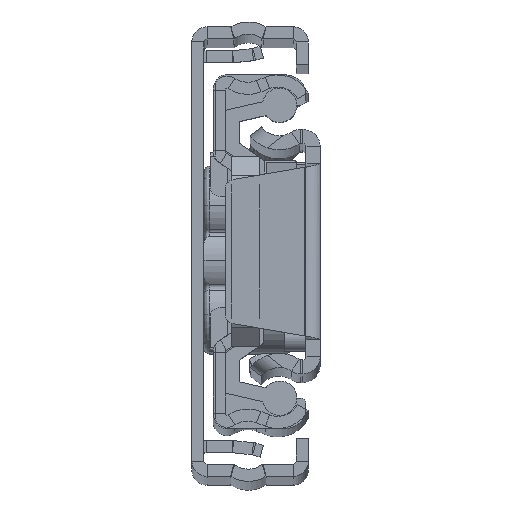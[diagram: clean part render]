
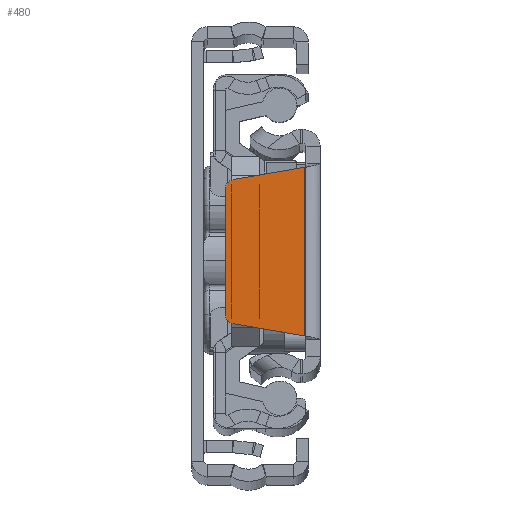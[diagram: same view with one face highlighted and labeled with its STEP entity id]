
A CAD part, top view. The second image highlights one B-rep face of the part: STEP entity #480.
In plain terms, the highlighted planar face has unit normal (0, 0, 1).
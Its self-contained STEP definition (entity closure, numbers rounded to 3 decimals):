
#254 = EDGE_LOOP ( 'NONE', ( #7744, #13332, #6776, #1483, #2550, #10908 ) ) ;
#314 = VECTOR ( 'NONE', #16682, 1000. ) ;
#339 = CARTESIAN_POINT ( 'NONE',  ( -8.4, -6.156, 0. ) ) ;
#480 = ADVANCED_FACE ( 'NONE', ( #7368 ), #12055, .F. ) ;
#505 = VERTEX_POINT ( 'NONE', #616 ) ;
#616 = CARTESIAN_POINT ( 'NONE',  ( -9.4, -6.156, 0. ) ) ;
#1483 = ORIENTED_EDGE ( 'NONE', *, *, #19239, .F. ) ;
#1760 = CARTESIAN_POINT ( 'NONE',  ( -9.4, 6.156, 0. ) ) ;
#1866 = CARTESIAN_POINT ( 'NONE',  ( -1.5, -8.35, 0. ) ) ;
#2548 = EDGE_CURVE ( 'NONE', #15115, #8715, #20097, .T. ) ;
#2550 = ORIENTED_EDGE ( 'NONE', *, *, #11212, .F. ) ;
#3092 = CARTESIAN_POINT ( 'NONE',  ( -1.5, 8.35, 0. ) ) ;
#3604 = LINE ( 'NONE', #1760, #314 ) ;
#3796 = CARTESIAN_POINT ( 'NONE',  ( -8.568, 7.142, 0. ) ) ;
#4089 = DIRECTION ( 'NONE',  ( 0., 0., -1. ) ) ;
#4511 = DIRECTION ( 'NONE',  ( 0.986, 0.168, 0. ) ) ;
#4617 = VECTOR ( 'NONE', #4511, 1000. ) ;
#4865 = CARTESIAN_POINT ( 'NONE',  ( -8.4, 6.156, 0. ) ) ;
#4913 = LINE ( 'NONE', #1866, #21193 ) ;
#6703 = DIRECTION ( 'NONE',  ( -0.986, 0.168, 0. ) ) ;
#6776 = ORIENTED_EDGE ( 'NONE', *, *, #9094, .F. ) ;
#6837 = VERTEX_POINT ( 'NONE', #3796 ) ;
#7368 = FACE_OUTER_BOUND ( 'NONE', #254, .T. ) ;
#7744 = ORIENTED_EDGE ( 'NONE', *, *, #20607, .F. ) ;
#7802 = DIRECTION ( 'NONE',  ( -1., 0., 0. ) ) ;
#8715 = VERTEX_POINT ( 'NONE', #10365 ) ;
#8886 = DIRECTION ( 'NONE',  ( -1., 0., 0. ) ) ;
#8943 = CIRCLE ( 'NONE', #12093, 1. ) ;
#9094 = EDGE_CURVE ( 'NONE', #17905, #6837, #17726, .T. ) ;
#9244 = CARTESIAN_POINT ( 'NONE',  ( -9.4, 6.156, 0. ) ) ;
#9448 = EDGE_CURVE ( 'NONE', #6837, #21371, #16169, .T. ) ;
#10072 = AXIS2_PLACEMENT_3D ( 'NONE', #4865, #16298, #7802 ) ;
#10292 = CARTESIAN_POINT ( 'NONE',  ( -8.568, -7.142, 0. ) ) ;
#10365 = CARTESIAN_POINT ( 'NONE',  ( -8.568, -7.142, 0. ) ) ;
#10908 = ORIENTED_EDGE ( 'NONE', *, *, #2548, .F. ) ;
#11212 = EDGE_CURVE ( 'NONE', #8715, #505, #8943, .T. ) ;
#12055 = PLANE ( 'NONE',  #14008 ) ;
#12093 = AXIS2_PLACEMENT_3D ( 'NONE', #339, #15259, #14828 ) ;
#13332 = ORIENTED_EDGE ( 'NONE', *, *, #9448, .F. ) ;
#14008 = AXIS2_PLACEMENT_3D ( 'NONE', #15427, #4089, #8886 ) ;
#14828 = DIRECTION ( 'NONE',  ( -1., 0., 0. ) ) ;
#14940 = DIRECTION ( 'NONE',  ( 0., -1., 0. ) ) ;
#15115 = VERTEX_POINT ( 'NONE', #16783 ) ;
#15259 = DIRECTION ( 'NONE',  ( 0., 0., -1. ) ) ;
#15427 = CARTESIAN_POINT ( 'NONE',  ( -8.4, 6.156, 0. ) ) ;
#16169 = LINE ( 'NONE', #3092, #4617 ) ;
#16298 = DIRECTION ( 'NONE',  ( 0., 0., -1. ) ) ;
#16682 = DIRECTION ( 'NONE',  ( 0., 1., 0. ) ) ;
#16783 = CARTESIAN_POINT ( 'NONE',  ( -1.5, -8.35, 0. ) ) ;
#16843 = CARTESIAN_POINT ( 'NONE',  ( -1.5, 8.35, 0. ) ) ;
#17726 = CIRCLE ( 'NONE', #10072, 1. ) ;
#17810 = VECTOR ( 'NONE', #6703, 1000. ) ;
#17905 = VERTEX_POINT ( 'NONE', #9244 ) ;
#19239 = EDGE_CURVE ( 'NONE', #505, #17905, #3604, .T. ) ;
#20097 = LINE ( 'NONE', #10292, #17810 ) ;
#20607 = EDGE_CURVE ( 'NONE', #21371, #15115, #4913, .T. ) ;
#21193 = VECTOR ( 'NONE', #14940, 1000. ) ;
#21371 = VERTEX_POINT ( 'NONE', #16843 ) ;
